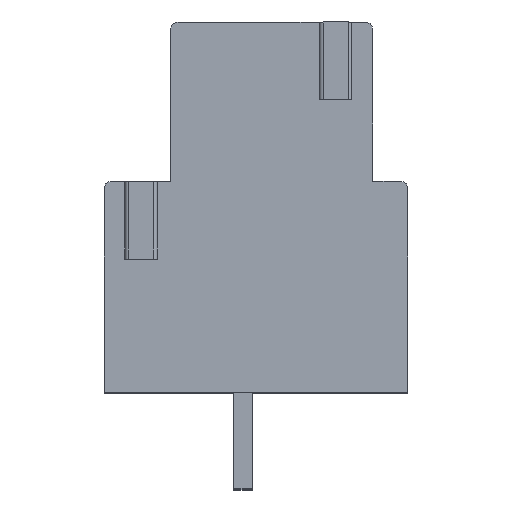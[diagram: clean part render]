
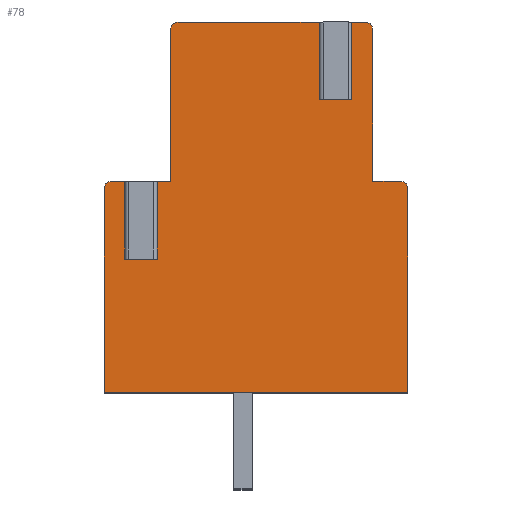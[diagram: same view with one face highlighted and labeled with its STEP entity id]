
A CAD part, top view. The second image highlights one B-rep face of the part: STEP entity #78.
In plain terms, the highlighted planar face has unit normal (0, 0, 1).
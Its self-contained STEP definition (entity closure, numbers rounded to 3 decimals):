
#78=ADVANCED_FACE('',(#371),#372,.T.);
#371=FACE_OUTER_BOUND('',#911,.T.);
#372=PLANE('',#912);
#911=EDGE_LOOP('',(#1611,#1612,#1613,#1614,#1615,#1616,#1617,#1618,#1619,#1620,#1621,#1622,#1623,#1624,#1625,#1626,#1627,#1628,#1629,#1630));
#912=AXIS2_PLACEMENT_3D('',#1631,#1632,#1633);
#1611=ORIENTED_EDGE('',*,*,#3667,.T.);
#1612=ORIENTED_EDGE('',*,*,#3668,.F.);
#1613=ORIENTED_EDGE('',*,*,#3669,.F.);
#1614=ORIENTED_EDGE('',*,*,#3670,.F.);
#1615=ORIENTED_EDGE('',*,*,#3671,.F.);
#1616=ORIENTED_EDGE('',*,*,#3672,.F.);
#1617=ORIENTED_EDGE('',*,*,#3673,.T.);
#1618=ORIENTED_EDGE('',*,*,#3674,.T.);
#1619=ORIENTED_EDGE('',*,*,#3675,.F.);
#1620=ORIENTED_EDGE('',*,*,#3676,.F.);
#1621=ORIENTED_EDGE('',*,*,#3677,.F.);
#1622=ORIENTED_EDGE('',*,*,#3678,.F.);
#1623=ORIENTED_EDGE('',*,*,#3679,.F.);
#1624=ORIENTED_EDGE('',*,*,#3680,.F.);
#1625=ORIENTED_EDGE('',*,*,#3681,.F.);
#1626=ORIENTED_EDGE('',*,*,#3682,.F.);
#1627=ORIENTED_EDGE('',*,*,#3683,.F.);
#1628=ORIENTED_EDGE('',*,*,#3684,.F.);
#1629=ORIENTED_EDGE('',*,*,#3685,.F.);
#1630=ORIENTED_EDGE('',*,*,#3686,.T.);
#1631=CARTESIAN_POINT('',(0.0,0.0,0.0));
#1632=DIRECTION('',(0.0,0.0,1.0));
#1633=DIRECTION('',(1.0,-0.0,0.0));
#3667=EDGE_CURVE('',#4469,#4470,#4471,.T.);
#3668=EDGE_CURVE('',#4472,#4470,#4473,.T.);
#3669=EDGE_CURVE('',#4474,#4472,#4475,.T.);
#3670=EDGE_CURVE('',#4476,#4474,#4477,.T.);
#3671=EDGE_CURVE('',#4478,#4476,#4479,.T.);
#3672=EDGE_CURVE('',#4480,#4478,#4481,.T.);
#3673=EDGE_CURVE('',#4480,#4482,#4483,.T.);
#3674=EDGE_CURVE('',#4482,#4484,#4485,.T.);
#3675=EDGE_CURVE('',#4486,#4484,#4487,.T.);
#3676=EDGE_CURVE('',#4488,#4486,#4489,.T.);
#3677=EDGE_CURVE('',#4490,#4488,#4491,.T.);
#3678=EDGE_CURVE('',#4492,#4490,#4493,.T.);
#3679=EDGE_CURVE('',#4494,#4492,#4495,.T.);
#3680=EDGE_CURVE('',#4496,#4494,#4497,.T.);
#3681=EDGE_CURVE('',#4498,#4496,#4499,.T.);
#3682=EDGE_CURVE('',#4500,#4498,#4501,.T.);
#3683=EDGE_CURVE('',#4502,#4500,#4503,.T.);
#3684=EDGE_CURVE('',#4504,#4502,#4505,.T.);
#3685=EDGE_CURVE('',#4506,#4504,#4507,.T.);
#3686=EDGE_CURVE('',#4506,#4469,#4508,.T.);
#4469=VERTEX_POINT('',#5731);
#4470=VERTEX_POINT('',#5732);
#4471=LINE('',#5733,#5734);
#4472=VERTEX_POINT('',#5735);
#4473=LINE('',#5736,#5737);
#4474=VERTEX_POINT('',#5738);
#4475=CIRCLE('',#5739,0.2);
#4476=VERTEX_POINT('',#5740);
#4477=LINE('',#5741,#5742);
#4478=VERTEX_POINT('',#5743);
#4479=LINE('',#5744,#5745);
#4480=VERTEX_POINT('',#5746);
#4481=LINE('',#5747,#5748);
#4482=VERTEX_POINT('',#5749);
#4483=LINE('',#5750,#5751);
#4484=VERTEX_POINT('',#5752);
#4485=LINE('',#5753,#5754);
#4486=VERTEX_POINT('',#5755);
#4487=LINE('',#5756,#5757);
#4488=VERTEX_POINT('',#5758);
#4489=CIRCLE('',#5759,0.2);
#4490=VERTEX_POINT('',#5760);
#4491=LINE('',#5761,#5762);
#4492=VERTEX_POINT('',#5763);
#4493=LINE('',#5764,#5765);
#4494=VERTEX_POINT('',#5766);
#4495=LINE('',#5767,#5768);
#4496=VERTEX_POINT('',#5769);
#4497=CIRCLE('',#5770,0.2);
#4498=VERTEX_POINT('',#5771);
#4499=LINE('',#5772,#5773);
#4500=VERTEX_POINT('',#5774);
#4501=LINE('',#5775,#5776);
#4502=VERTEX_POINT('',#5777);
#4503=CIRCLE('',#5778,0.2);
#4504=VERTEX_POINT('',#5779);
#4505=LINE('',#5780,#5781);
#4506=VERTEX_POINT('',#5782);
#4507=LINE('',#5783,#5784);
#4508=LINE('',#5785,#5786);
#5731=CARTESIAN_POINT('',(1.388,5.15,0.0));
#5732=CARTESIAN_POINT('',(1.388,7.25,0.0));
#5733=CARTESIAN_POINT('',(1.388,5.15,0.0));
#5734=VECTOR('',#7399,2.1);
#5735=CARTESIAN_POINT('',(-2.525,7.25,0.0));
#5736=CARTESIAN_POINT('',(-2.525,7.25,0.0));
#5737=VECTOR('',#7400,3.913);
#5738=CARTESIAN_POINT('',(-2.725,7.05,0.0));
#5739=AXIS2_PLACEMENT_3D('',#7401,#7402,#7403);
#5740=CARTESIAN_POINT('',(-2.725,2.95,0.0));
#5741=CARTESIAN_POINT('',(-2.725,2.95,0.0));
#5742=VECTOR('',#7404,4.1);
#5743=CARTESIAN_POINT('',(-3.188,2.95,0.0));
#5744=CARTESIAN_POINT('',(-3.188,2.95,0.0));
#5745=VECTOR('',#7405,0.463);
#5746=CARTESIAN_POINT('',(-3.188,0.85,0.0));
#5747=CARTESIAN_POINT('',(-3.188,0.85,0.0));
#5748=VECTOR('',#7406,2.1);
#5749=CARTESIAN_POINT('',(-3.863,0.85,0.0));
#5750=CARTESIAN_POINT('',(-3.188,0.85,0.0));
#5751=VECTOR('',#7407,0.675);
#5752=CARTESIAN_POINT('',(-3.863,2.95,0.0));
#5753=CARTESIAN_POINT('',(-3.863,0.85,0.0));
#5754=VECTOR('',#7408,2.1);
#5755=CARTESIAN_POINT('',(-4.325,2.95,0.0));
#5756=CARTESIAN_POINT('',(-4.325,2.95,0.0));
#5757=VECTOR('',#7409,0.463);
#5758=CARTESIAN_POINT('',(-4.525,2.75,0.0));
#5759=AXIS2_PLACEMENT_3D('',#7410,#7411,#7412);
#5760=CARTESIAN_POINT('',(-4.525,-2.75,0.0));
#5761=CARTESIAN_POINT('',(-4.525,-2.75,0.0));
#5762=VECTOR('',#7413,5.5);
#5763=CARTESIAN_POINT('',(3.675,-2.75,0.0));
#5764=CARTESIAN_POINT('',(3.675,-2.75,0.0));
#5765=VECTOR('',#7414,8.2);
#5766=CARTESIAN_POINT('',(3.675,2.75,0.0));
#5767=CARTESIAN_POINT('',(3.675,2.75,0.0));
#5768=VECTOR('',#7415,5.5);
#5769=CARTESIAN_POINT('',(3.475,2.95,0.0));
#5770=AXIS2_PLACEMENT_3D('',#7416,#7417,#7418);
#5771=CARTESIAN_POINT('',(2.725,2.95,0.0));
#5772=CARTESIAN_POINT('',(2.725,2.95,0.0));
#5773=VECTOR('',#7419,0.75);
#5774=CARTESIAN_POINT('',(2.725,7.05,0.0));
#5775=CARTESIAN_POINT('',(2.725,7.05,0.0));
#5776=VECTOR('',#7420,4.1);
#5777=CARTESIAN_POINT('',(2.525,7.25,0.0));
#5778=AXIS2_PLACEMENT_3D('',#7421,#7422,#7423);
#5779=CARTESIAN_POINT('',(2.063,7.25,0.0));
#5780=CARTESIAN_POINT('',(2.063,7.25,0.0));
#5781=VECTOR('',#7424,0.463);
#5782=CARTESIAN_POINT('',(2.063,5.15,0.0));
#5783=CARTESIAN_POINT('',(2.063,5.15,0.0));
#5784=VECTOR('',#7425,2.1);
#5785=CARTESIAN_POINT('',(2.063,5.15,0.0));
#5786=VECTOR('',#7426,0.675);
#7399=DIRECTION('',(0.0,1.0,0.0));
#7400=DIRECTION('',(1.0,0.0,0.0));
#7401=CARTESIAN_POINT('',(-2.525,7.05,0.0));
#7402=DIRECTION('',(0.0,0.0,-1.0));
#7403=DIRECTION('',(-1.0,0.,0.0));
#7404=DIRECTION('',(0.0,1.0,0.0));
#7405=DIRECTION('',(1.0,0.0,0.0));
#7406=DIRECTION('',(0.0,1.0,0.0));
#7407=DIRECTION('',(-1.0,0.0,0.0));
#7408=DIRECTION('',(0.0,1.0,0.0));
#7409=DIRECTION('',(1.0,0.0,0.0));
#7410=CARTESIAN_POINT('',(-4.325,2.75,0.0));
#7411=DIRECTION('',(0.0,0.0,-1.0));
#7412=DIRECTION('',(-1.0,0.,0.0));
#7413=DIRECTION('',(0.0,1.0,0.0));
#7414=DIRECTION('',(-1.0,0.0,0.0));
#7415=DIRECTION('',(0.0,-1.0,0.0));
#7416=CARTESIAN_POINT('',(3.475,2.75,0.0));
#7417=DIRECTION('',(0.0,0.0,-1.0));
#7418=DIRECTION('',(0.0,1.0,0.0));
#7419=DIRECTION('',(1.0,0.0,0.0));
#7420=DIRECTION('',(0.0,-1.0,0.0));
#7421=CARTESIAN_POINT('',(2.525,7.05,0.0));
#7422=DIRECTION('',(0.0,0.0,-1.0));
#7423=DIRECTION('',(0.0,1.0,0.0));
#7424=DIRECTION('',(1.0,0.0,0.0));
#7425=DIRECTION('',(0.0,1.0,0.0));
#7426=DIRECTION('',(-1.0,0.0,0.0));
